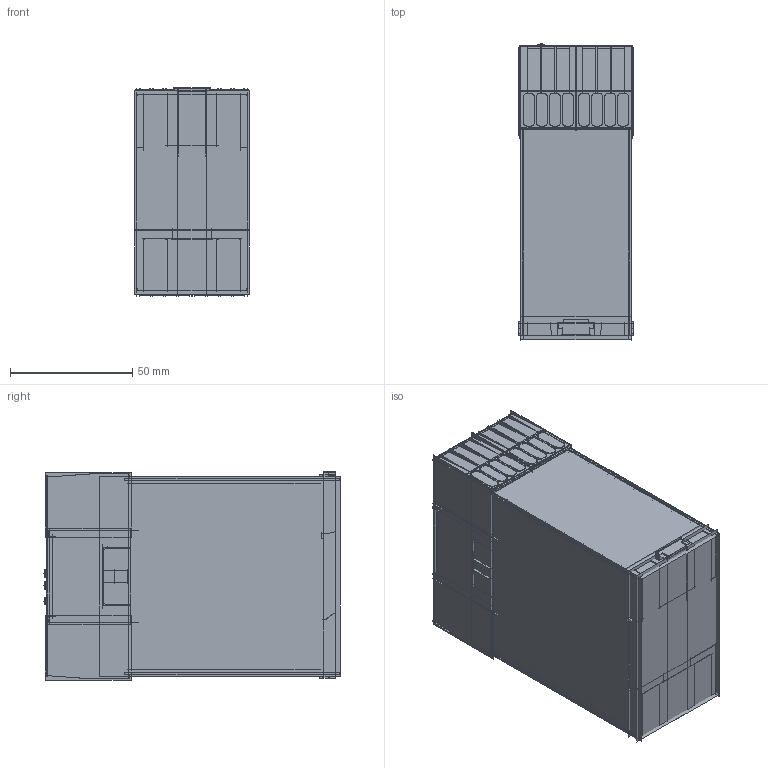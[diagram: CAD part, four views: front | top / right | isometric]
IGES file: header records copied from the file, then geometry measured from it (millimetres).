
Start section:  PTC IGES file: 147064.igs
Global section: file name: 147064.igs; native system: Creo Parametric by Parametric Technology Corporation; preprocessor: 2013230; author: pdmadmin; organization: Unknown; date: 20151112.150134; units: millimetre
Bounding box: 46.8 x 121.04 x 85.33 mm (x, y, z)
Volume: 122633.1 mm3; surface area: 577373.9 mm2
Topology: 8 solids, 8 shells, 3236 faces, 16678 edges, 20617 vertices
Faces by surface type: bspline 2386, revolution 850
